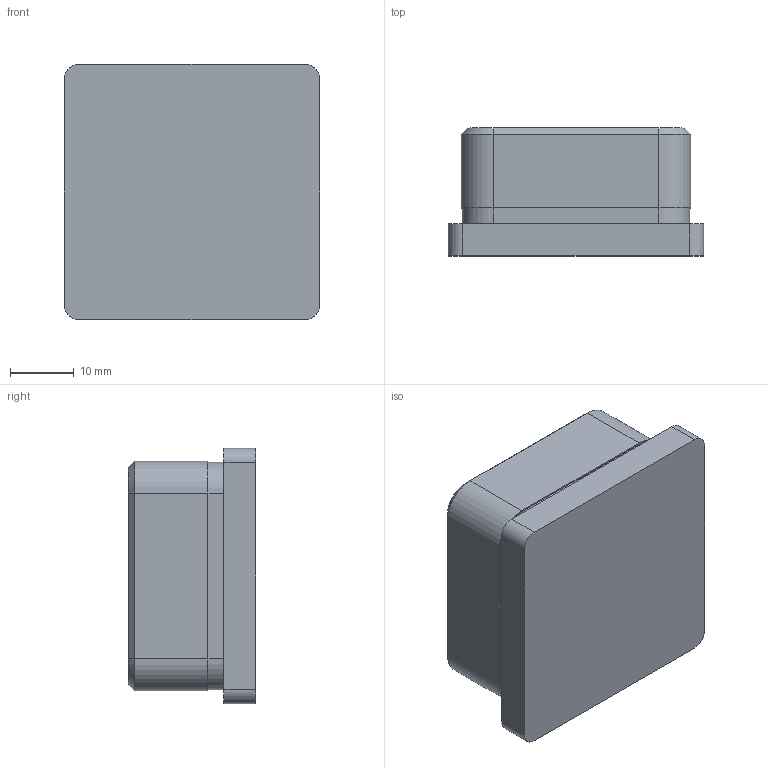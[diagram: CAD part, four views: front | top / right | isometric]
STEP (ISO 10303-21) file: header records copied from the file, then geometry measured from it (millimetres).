
FILE_DESCRIPTION (( 'STEP AP214' ), '1' );
FILE_NAME ('A_4732-040.STEP', '2021-08-25T08:06:36', ( '' ), ( '' ), 'SwSTEP 2.0', 'SolidWorks 2019', '' );
FILE_SCHEMA (( 'AUTOMOTIVE_DESIGN' ));
Length unit declared in the file: millimetre
Products named in the file (1): A_4732-040
Bounding box: 40 x 20 x 40 mm (x, y, z)
Volume: 8874.8 mm3; surface area: 8200.8 mm2
Topology: 1 solids, 1 shells, 83 faces, 211 edges, 132 vertices
Faces by surface type: plane 37, cylinder 33, torus 7, cone 4, sphere 2
Entity records: 2538 total; most frequent: DIRECTION 450, CARTESIAN_POINT 447, ORIENTED_EDGE 422, EDGE_CURVE 211, AXIS2_PLACEMENT_3D 159, LINE 132, VERTEX_POINT 132, VECTOR 132
